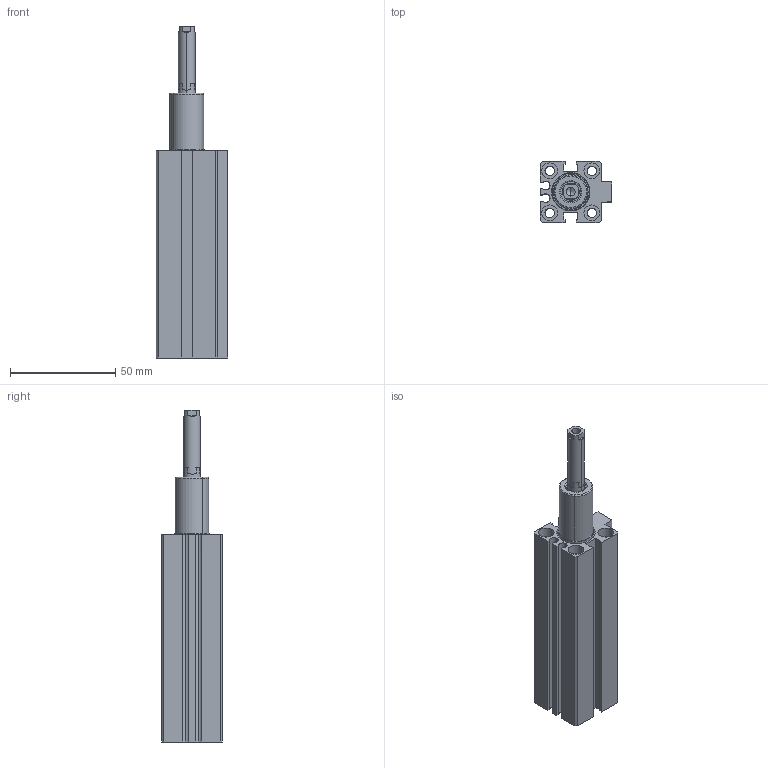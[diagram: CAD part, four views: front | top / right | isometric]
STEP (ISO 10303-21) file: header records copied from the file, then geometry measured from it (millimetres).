
FILE_DESCRIPTION(('CATIA V5 STEP Exchange'),'2;1');
FILE_NAME('SCQ_16_S_TUENKERS.stp','2021-01-18T12:04:51+00:00',('none'),('none'),'CATIA Version 5 Release 19 SP 9 (IN-10)','CATIA V5 STEP AP214','none');
FILE_SCHEMA(('AUTOMOTIVE_DESIGN { 1 0 10303 214 1 1 1 1 }'));
Length unit declared in the file: millimetre
Products named in the file (1): SCQ_16_S_TUENKERS
Bounding box: 34 x 29 x 157.9 mm (x, y, z)
Volume: 81765 mm3; surface area: 29117.6 mm2
Topology: 2 solids, 2 shells, 137 faces, 337 edges, 220 vertices
Faces by surface type: plane 71, cylinder 56, torus 6, cone 4
Entity records: 5567 total; most frequent: CARTESIAN_POINT 1516, ORIENTED_EDGE 666, DIRECTION 558, EDGE_CURVE 333, AXIS2_PLACEMENT_3D 229, VERTEX_POINT 220, VECTOR 193, LINE 193
